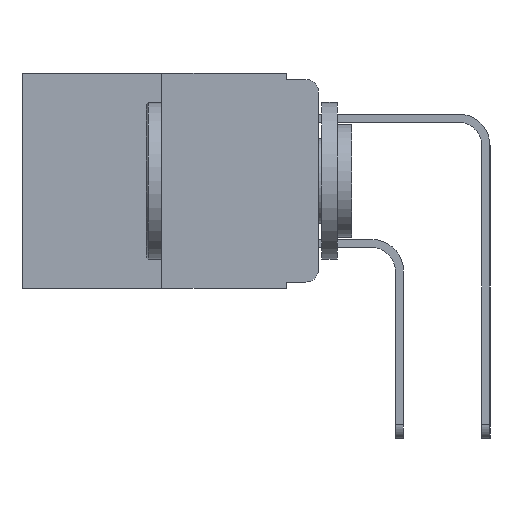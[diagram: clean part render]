
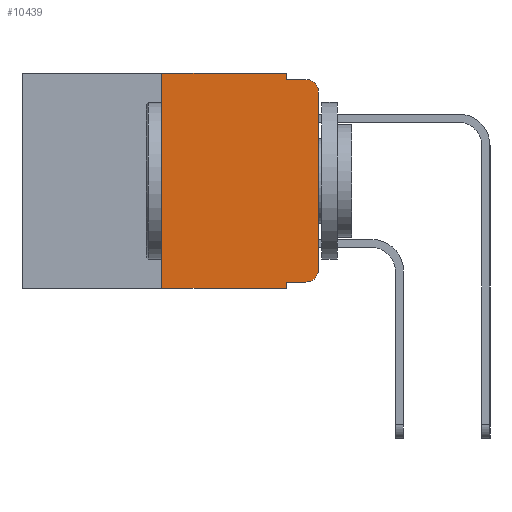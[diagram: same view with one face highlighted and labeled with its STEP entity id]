
A CAD part, left-side view. The second image highlights one B-rep face of the part: STEP entity #10439.
In plain terms, the highlighted planar face has unit normal (-1, 0, 0).
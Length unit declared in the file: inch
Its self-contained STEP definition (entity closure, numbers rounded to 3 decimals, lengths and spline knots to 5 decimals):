
#110 = CARTESIAN_POINT ( 'NONE',  ( 0., 0.051, -0.01 ) ) ;
#186 = DIRECTION ( 'NONE',  ( 0., 0., -1. ) ) ;
#238 = CARTESIAN_POINT ( 'NONE',  ( 0., 0.25, -0.343 ) ) ;
#875 = VECTOR ( 'NONE', #1534, 39.37008 ) ;
#1517 = CARTESIAN_POINT ( 'NONE',  ( 0., 0.02, -0.313 ) ) ;
#1534 = DIRECTION ( 'NONE',  ( 0., -1., 0. ) ) ;
#1597 = VECTOR ( 'NONE', #15132, 39.37008 ) ;
#1691 = LINE ( 'NONE', #9983, #18457 ) ;
#1994 = CARTESIAN_POINT ( 'NONE',  ( 0., 0.051, -0.01 ) ) ;
#2346 = CARTESIAN_POINT ( 'NONE',  ( 0., 0.02, -0.333 ) ) ;
#2420 = LINE ( 'NONE', #13869, #14488 ) ;
#2681 = AXIS2_PLACEMENT_3D ( 'NONE', #1517, #13226, #3422 ) ;
#2826 = ORIENTED_EDGE ( 'NONE', *, *, #4330, .T. ) ;
#2964 = CARTESIAN_POINT ( 'NONE',  ( 0., 0.051, 0. ) ) ;
#3048 = VERTEX_POINT ( 'NONE', #8575 ) ;
#3193 = CARTESIAN_POINT ( 'NONE',  ( 0., 0.051, -0.333 ) ) ;
#3211 = VERTEX_POINT ( 'NONE', #2964 ) ;
#3422 = DIRECTION ( 'NONE',  ( 0., 0., -1. ) ) ;
#3697 = EDGE_CURVE ( 'NONE', #7875, #14233, #19992, .T. ) ;
#4280 = VECTOR ( 'NONE', #14320, 39.37008 ) ;
#4330 = EDGE_CURVE ( 'NONE', #14132, #7254, #18239, .T. ) ;
#4593 = VERTEX_POINT ( 'NONE', #110 ) ;
#4892 = CARTESIAN_POINT ( 'NONE',  ( 0., 0.473, 0. ) ) ;
#4905 = EDGE_CURVE ( 'NONE', #7875, #7254, #1691, .T. ) ;
#5812 = AXIS2_PLACEMENT_3D ( 'NONE', #19836, #10618, #186 ) ;
#6289 = VECTOR ( 'NONE', #8061, 39.37008 ) ;
#6433 = LINE ( 'NONE', #1994, #1597 ) ;
#6615 = DIRECTION ( 'NONE',  ( 1., 0., 0. ) ) ;
#6761 = VERTEX_POINT ( 'NONE', #19867 ) ;
#6765 = EDGE_LOOP ( 'NONE', ( #9480, #13610, #15048, #19634, #20583, #14810, #2826, #16248, #20368, #14103 ) ) ;
#7254 = VERTEX_POINT ( 'NONE', #20901 ) ;
#7795 = VERTEX_POINT ( 'NONE', #17436 ) ;
#7875 = VERTEX_POINT ( 'NONE', #3193 ) ;
#8061 = DIRECTION ( 'NONE',  ( 0., -1., 0. ) ) ;
#8575 = CARTESIAN_POINT ( 'NONE',  ( 0., 0., -0.03 ) ) ;
#8577 = CARTESIAN_POINT ( 'NONE',  ( 0., 0.473, 0. ) ) ;
#8732 = LINE ( 'NONE', #11252, #4280 ) ;
#9248 = VERTEX_POINT ( 'NONE', #17655 ) ;
#9328 = EDGE_CURVE ( 'NONE', #14132, #9248, #12241, .T. ) ;
#9480 = ORIENTED_EDGE ( 'NONE', *, *, #16554, .T. ) ;
#9604 = LINE ( 'NONE', #8577, #875 ) ;
#9983 = CARTESIAN_POINT ( 'NONE',  ( 0., 0.051, 0. ) ) ;
#10170 = DIRECTION ( 'NONE',  ( 0., 0., 1. ) ) ;
#10384 = EDGE_CURVE ( 'NONE', #3211, #4593, #8732, .T. ) ;
#10439 = ADVANCED_FACE ( 'NONE', ( #16007 ), #14443, .F. ) ;
#10618 = DIRECTION ( 'NONE',  ( -1., 0., 0. ) ) ;
#10925 = DIRECTION ( 'NONE',  ( 0., 0., 1. ) ) ;
#11252 = CARTESIAN_POINT ( 'NONE',  ( 0., 0.051, 0. ) ) ;
#11264 = CARTESIAN_POINT ( 'NONE',  ( 0., 0.473, -0.343 ) ) ;
#11323 = AXIS2_PLACEMENT_3D ( 'NONE', #4892, #6615, #17507 ) ;
#11327 = CARTESIAN_POINT ( 'NONE',  ( 0., 0.051, -0.333 ) ) ;
#11457 = EDGE_CURVE ( 'NONE', #4593, #7795, #6433, .T. ) ;
#11689 = CIRCLE ( 'NONE', #2681, 0.02 ) ;
#11827 = VECTOR ( 'NONE', #16763, 39.37008 ) ;
#12241 = LINE ( 'NONE', #19405, #12728 ) ;
#12728 = VECTOR ( 'NONE', #10170, 39.37008 ) ;
#13226 = DIRECTION ( 'NONE',  ( -1., 0., 0. ) ) ;
#13610 = ORIENTED_EDGE ( 'NONE', *, *, #15559, .T. ) ;
#13869 = CARTESIAN_POINT ( 'NONE',  ( 0., 0., 0. ) ) ;
#13897 = EDGE_CURVE ( 'NONE', #9248, #3211, #9604, .T. ) ;
#14103 = ORIENTED_EDGE ( 'NONE', *, *, #21082, .T. ) ;
#14132 = VERTEX_POINT ( 'NONE', #238 ) ;
#14233 = VERTEX_POINT ( 'NONE', #2346 ) ;
#14320 = DIRECTION ( 'NONE',  ( 0., 0., -1. ) ) ;
#14443 = PLANE ( 'NONE',  #11323 ) ;
#14488 = VECTOR ( 'NONE', #10925, 39.37008 ) ;
#14810 = ORIENTED_EDGE ( 'NONE', *, *, #9328, .F. ) ;
#15048 = ORIENTED_EDGE ( 'NONE', *, *, #11457, .F. ) ;
#15132 = DIRECTION ( 'NONE',  ( 0., -1., 0. ) ) ;
#15559 = EDGE_CURVE ( 'NONE', #3048, #7795, #18603, .T. ) ;
#16007 = FACE_OUTER_BOUND ( 'NONE', #6765, .T. ) ;
#16248 = ORIENTED_EDGE ( 'NONE', *, *, #4905, .F. ) ;
#16554 = EDGE_CURVE ( 'NONE', #6761, #3048, #2420, .T. ) ;
#16763 = DIRECTION ( 'NONE',  ( 0., -1., 0. ) ) ;
#17436 = CARTESIAN_POINT ( 'NONE',  ( 0., 0.02, -0.01 ) ) ;
#17507 = DIRECTION ( 'NONE',  ( 0., 0., -1. ) ) ;
#17635 = DIRECTION ( 'NONE',  ( 0., 0., -1. ) ) ;
#17655 = CARTESIAN_POINT ( 'NONE',  ( 0., 0.25, 0. ) ) ;
#18239 = LINE ( 'NONE', #11264, #6289 ) ;
#18457 = VECTOR ( 'NONE', #17635, 39.37008 ) ;
#18603 = CIRCLE ( 'NONE', #5812, 0.02 ) ;
#19405 = CARTESIAN_POINT ( 'NONE',  ( 0., 0.25, 0. ) ) ;
#19634 = ORIENTED_EDGE ( 'NONE', *, *, #10384, .F. ) ;
#19836 = CARTESIAN_POINT ( 'NONE',  ( 0., 0.02, -0.03 ) ) ;
#19867 = CARTESIAN_POINT ( 'NONE',  ( 0., 0., -0.313 ) ) ;
#19992 = LINE ( 'NONE', #11327, #11827 ) ;
#20368 = ORIENTED_EDGE ( 'NONE', *, *, #3697, .T. ) ;
#20583 = ORIENTED_EDGE ( 'NONE', *, *, #13897, .F. ) ;
#20901 = CARTESIAN_POINT ( 'NONE',  ( 0., 0.051, -0.343 ) ) ;
#21082 = EDGE_CURVE ( 'NONE', #14233, #6761, #11689, .T. ) ;
